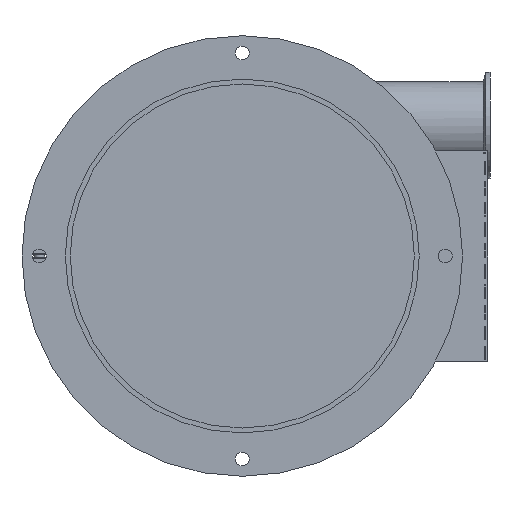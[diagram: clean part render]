
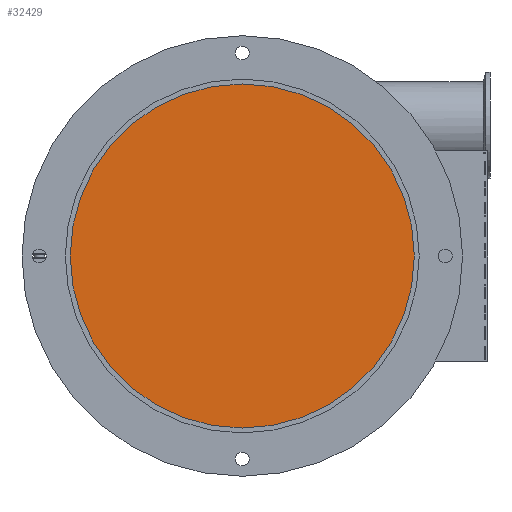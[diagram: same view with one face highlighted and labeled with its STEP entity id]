
A CAD part, front view. The second image highlights one B-rep face of the part: STEP entity #32429.
In plain terms, the highlighted planar face has unit normal (0, -1, 0).
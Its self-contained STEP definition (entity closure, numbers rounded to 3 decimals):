
#1220=PLANE('',#36057);
#4040=FACE_OUTER_BOUND('',#6009,.T.);
#6009=EDGE_LOOP('',(#27680,#27681));
#11404=CIRCLE('',#36055,12.5);
#11405=CIRCLE('',#36056,12.5);
#14233=VERTEX_POINT('',#71333);
#14234=VERTEX_POINT('',#71335);
#18764=EDGE_CURVE('',#14234,#14233,#11404,.T.);
#18765=EDGE_CURVE('',#14233,#14234,#11405,.T.);
#27680=ORIENTED_EDGE('',*,*,#18764,.T.);
#27681=ORIENTED_EDGE('',*,*,#18765,.T.);
#32429=ADVANCED_FACE('',(#4040),#1220,.T.);
#36055=AXIS2_PLACEMENT_3D('',#71336,#44622,#44623);
#36056=AXIS2_PLACEMENT_3D('',#71337,#44624,#44625);
#36057=AXIS2_PLACEMENT_3D('',#71338,#44626,#44627);
#44622=DIRECTION('center_axis',(0.,-1.,0.));
#44623=DIRECTION('ref_axis',(1.,0.,0.));
#44624=DIRECTION('center_axis',(0.,-1.,0.));
#44625=DIRECTION('ref_axis',(1.,0.,0.));
#44626=DIRECTION('center_axis',(0.,-1.,0.));
#44627=DIRECTION('ref_axis',(1.,0.,0.));
#71333=CARTESIAN_POINT('',(-13.288,-43.906,0.));
#71335=CARTESIAN_POINT('',(11.712,-43.906,0.));
#71336=CARTESIAN_POINT('Origin',(-0.788,-43.906,0.));
#71337=CARTESIAN_POINT('Origin',(-0.788,-43.906,0.));
#71338=CARTESIAN_POINT('Origin',(-0.788,-43.906,0.));
